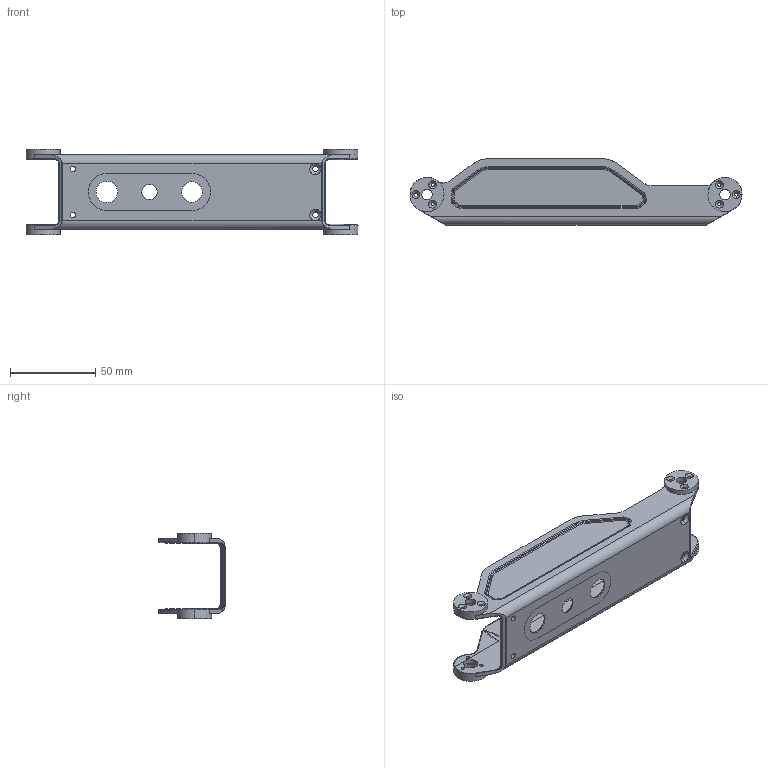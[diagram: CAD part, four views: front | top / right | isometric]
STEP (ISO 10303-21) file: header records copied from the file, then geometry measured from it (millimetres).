
FILE_DESCRIPTION(('FreeCAD Model'),'2;1');
FILE_NAME('Open CASCADE Shape Model','2024-08-13T09:17:14',('Author'),( ''),'Open CASCADE STEP processor 7.6','FreeCAD','Unknown');
FILE_SCHEMA(('AUTOMOTIVE_DESIGN { 1 0 10303 214 1 1 1 1 }'));
Length unit declared in the file: millimetre
Products named in the file (1): 19_Robot_LInk3_3_Cover_1_unit
Bounding box: 195 x 39 x 50 mm (x, y, z)
Volume: 40039.9 mm3; surface area: 37684.5 mm2
Topology: 1 solids, 1 shells, 386 faces, 996 edges, 628 vertices
Faces by surface type: cylinder 154, bspline 104, cone 66, plane 62
Full cylindrical faces by diameter (mm): 3.2 x2, 6.2 x4
Entity records: 21974 total; most frequent: CARTESIAN_POINT 13627, ORIENTED_EDGE 1992, DIRECTION 1348, EDGE_CURVE 996, VERTEX_POINT 628, AXIS2_PLACEMENT_3D 527, FACE_BOUND 448, EDGE_LOOP 448
